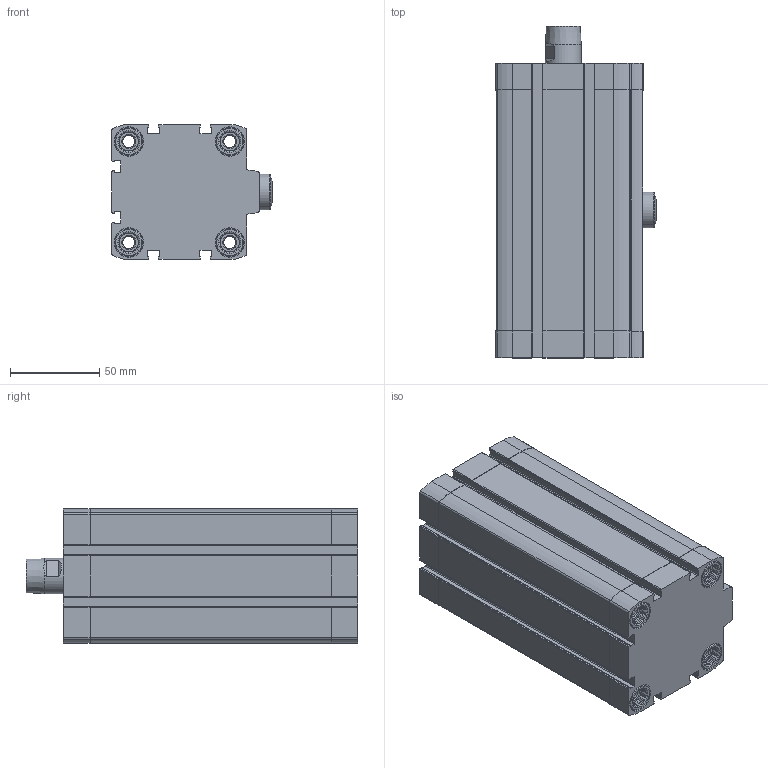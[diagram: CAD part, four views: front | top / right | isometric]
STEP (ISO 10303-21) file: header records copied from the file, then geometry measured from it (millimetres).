
FILE_DESCRIPTION(/* description */ ('STEP AP214'),/* implementation_level */ '2;1');
FILE_NAME(/* name */ '535465_CLR-63-20-R-P-A',/* time_stamp */ '2024-08-05T18:28:05+02:00',/* author */ ('License CC BY-ND 4.0'),/* organization */ ('CADENAS'),/* preprocessor_version */ 'ST-DEVELOPER v19.3',/* originating_system */ 'PARTsolutions',/* authorisation */ ' ');
FILE_SCHEMA (('AUTOMOTIVE_DESIGN {1 0 10303 214 3 1 1}'));
Length unit declared in the file: millimetre
Products named in the file (4): 535465 CLR-63-20-R-P-A---(0); 535465 CLR-63-20-R-P-A---(0_1_0_0)---(ZR); 535465 CLR-63-20-R-P-A---(KS); 669854 CLR-63---(FS)
Assembly tree (3 placements, depth 2):
  535465 CLR-63-20-R-P-A---(0)
    535465 CLR-63-20-R-P-A---(0_1_0_0)---(ZR)
    535465 CLR-63-20-R-P-A---(KS)
    669854 CLR-63---(FS)
Bounding box: 89.7 x 185.7 x 75.5 mm (x, y, z)
Volume: 650560.4 mm3; surface area: 157005.5 mm2
Topology: 3 solids, 3 shells, 658 faces, 1800 edges, 1185 vertices
Faces by surface type: plane 443, cylinder 166, cone 44, torus 4, sphere 1
Full cylindrical faces by diameter (mm): 6.647 x8, 8.376 x1, 8.566 x2, 8.9 x1, 10 x1, 10.106 x1, 10.5 x4, 10.6 x8, 11.6 x1, 12 x1, 15.4 x1, 15.5 x8, 16.4 x8, 20 x3, 63 x1
Entity records: 20485 total; most frequent: CARTESIAN_POINT 4089, DIRECTION 3372, ORIENTED_EDGE 3346, EDGE_CURVE 1673, AXIS2_PLACEMENT_3D 1233, VERTEX_POINT 1161, LINE 906, VECTOR 906
